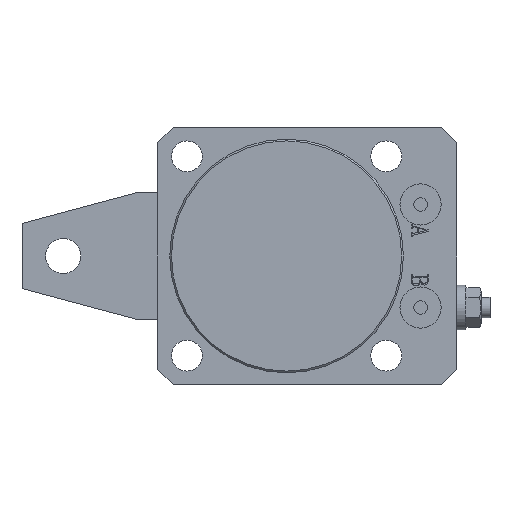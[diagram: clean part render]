
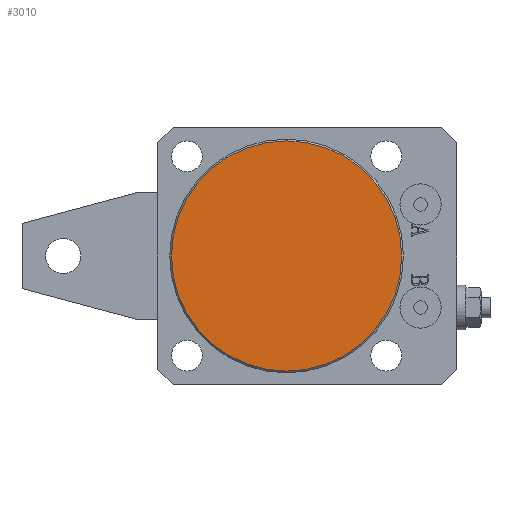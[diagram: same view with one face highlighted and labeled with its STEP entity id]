
A CAD part, front view. The second image highlights one B-rep face of the part: STEP entity #3010.
In plain terms, the highlighted planar face has unit normal (0, -1, 0).
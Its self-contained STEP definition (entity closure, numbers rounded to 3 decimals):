
#79 = EDGE_LOOP ( 'NONE', ( #1274, #1275 ) ) ;
#439 = CARTESIAN_POINT ( 'NONE',  ( 0., 0., -33.5 ) ) ;
#568 = CARTESIAN_POINT ( 'NONE',  ( 0., 0., 33.5 ) ) ;
#1084 = FACE_OUTER_BOUND ( 'NONE', #79, .T. ) ;
#1274 = ORIENTED_EDGE ( 'NONE', *, *, #7032, .T. ) ;
#1275 = ORIENTED_EDGE ( 'NONE', *, *, #3872, .T. ) ;
#2024 = VERTEX_POINT ( 'NONE', #568 ) ;
#2044 = VERTEX_POINT ( 'NONE', #439 ) ;
#2539 = CARTESIAN_POINT ( 'NONE',  ( 0., 0., 0. ) ) ;
#2540 = DIRECTION ( 'NONE',  ( 0., -1., 0. ) ) ;
#2541 = DIRECTION ( 'NONE',  ( 0., 0., 1. ) ) ;
#2968 = CIRCLE ( 'NONE', #3939, 33.5 ) ;
#3010 = ADVANCED_FACE ( 'NONE', ( #1084 ), #6579, .F. ) ;
#3872 = EDGE_CURVE ( 'NONE', #2044, #2024, #2968, .T. ) ;
#3939 = AXIS2_PLACEMENT_3D ( 'NONE', #2539, #2540, #2541 ) ;
#4080 = AXIS2_PLACEMENT_3D ( 'NONE', #4793, #4794, #4795 ) ;
#4793 = CARTESIAN_POINT ( 'NONE',  ( 0., 0., 0. ) ) ;
#4794 = DIRECTION ( 'NONE',  ( 0., -1., 0. ) ) ;
#4795 = DIRECTION ( 'NONE',  ( 0., 0., 1. ) ) ;
#4966 = CIRCLE ( 'NONE', #4080, 33.5 ) ;
#6108 = AXIS2_PLACEMENT_3D ( 'NONE', #6576, #6581, #6582 ) ;
#6576 = CARTESIAN_POINT ( 'NONE',  ( 0., 0., 0. ) ) ;
#6579 = PLANE ( 'NONE',  #6108 ) ;
#6581 = DIRECTION ( 'NONE',  ( 0., 1., 0. ) ) ;
#6582 = DIRECTION ( 'NONE',  ( 0., 0., 1. ) ) ;
#7032 = EDGE_CURVE ( 'NONE', #2024, #2044, #4966, .T. ) ;
